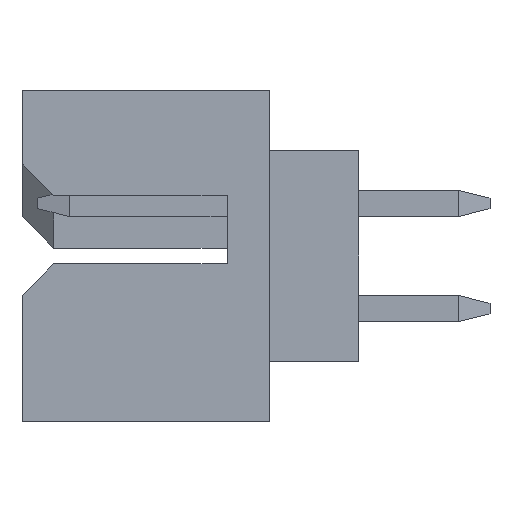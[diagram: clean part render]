
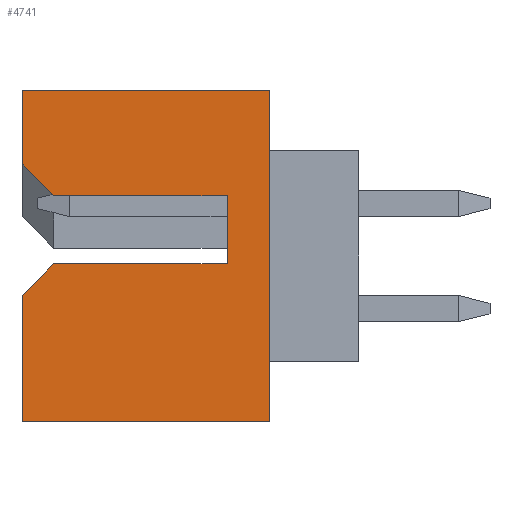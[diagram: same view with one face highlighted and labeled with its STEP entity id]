
A CAD part, left-side view. The second image highlights one B-rep face of the part: STEP entity #4741.
In plain terms, the highlighted planar face has unit normal (-1, 0, 0).
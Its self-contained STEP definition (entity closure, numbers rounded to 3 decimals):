
#1=DIRECTION('',(0.,-1.,0.));
#2=VECTOR('',#1,4.7);
#3=CARTESIAN_POINT('',(-7.325,3.2,-3.15));
#4=LINE('',#3,#2);
#17=DIRECTION('',(0.,0.707,-0.707));
#18=VECTOR('',#17,0.849);
#19=CARTESIAN_POINT('',(-7.325,2.6,-0.15));
#20=LINE('',#19,#18);
#21=DIRECTION('',(0.,-1.,0.));
#22=VECTOR('',#21,3.3);
#23=CARTESIAN_POINT('',(-7.325,2.6,-0.15));
#24=LINE('',#23,#22);
#25=DIRECTION('',(0.,0.,-1.));
#26=VECTOR('',#25,1.3);
#27=CARTESIAN_POINT('',(-7.325,-0.7,1.15));
#28=LINE('',#27,#26);
#29=DIRECTION('',(0.,-1.,0.));
#30=VECTOR('',#29,3.3);
#31=CARTESIAN_POINT('',(-7.325,2.6,1.15));
#32=LINE('',#31,#30);
#33=DIRECTION('',(0.,-0.707,-0.707));
#34=VECTOR('',#33,0.849);
#35=CARTESIAN_POINT('',(-7.325,3.2,1.75));
#36=LINE('',#35,#34);
#37=DIRECTION('',(0.,0.,1.));
#38=VECTOR('',#37,1.4);
#39=CARTESIAN_POINT('',(-7.325,3.2,1.75));
#40=LINE('',#39,#38);
#41=DIRECTION('',(0.,0.,1.));
#42=VECTOR('',#41,6.3);
#43=CARTESIAN_POINT('',(-7.325,-1.5,-3.15));
#44=LINE('',#43,#42);
#45=DIRECTION('',(0.,0.,1.));
#46=VECTOR('',#45,2.4);
#47=CARTESIAN_POINT('',(-7.325,3.2,-3.15));
#48=LINE('',#47,#46);
#3063=DIRECTION('',(0.,-1.,0.));
#3064=VECTOR('',#3063,4.7);
#3065=CARTESIAN_POINT('',(-7.325,3.2,3.15));
#3066=LINE('',#3065,#3064);
#3580=CARTESIAN_POINT('',(-7.325,3.2,-3.15));
#3582=VERTEX_POINT('',#3580);
#3599=CARTESIAN_POINT('',(-7.325,-1.5,-3.15));
#3600=VERTEX_POINT('',#3599);
#3603=CARTESIAN_POINT('',(-7.325,3.2,3.15));
#3604=CARTESIAN_POINT('',(-7.325,-1.5,3.15));
#3605=VERTEX_POINT('',#3603);
#3606=VERTEX_POINT('',#3604);
#3655=CARTESIAN_POINT('',(-7.325,-0.7,1.15));
#3656=CARTESIAN_POINT('',(-7.325,-0.7,-0.15));
#3657=VERTEX_POINT('',#3655);
#3658=VERTEX_POINT('',#3656);
#3891=CARTESIAN_POINT('',(-7.325,2.6,-0.15));
#3892=CARTESIAN_POINT('',(-7.325,3.2,-0.75));
#3893=VERTEX_POINT('',#3891);
#3894=VERTEX_POINT('',#3892);
#3935=CARTESIAN_POINT('',(-7.325,3.2,1.75));
#3936=CARTESIAN_POINT('',(-7.325,2.6,1.15));
#3937=VERTEX_POINT('',#3935);
#3938=VERTEX_POINT('',#3936);
#4715=CARTESIAN_POINT('',(-7.325,3.2,-3.15));
#4716=DIRECTION('',(-1.,0.,0.));
#4717=DIRECTION('',(0.,-1.,0.));
#4718=AXIS2_PLACEMENT_3D('',#4715,#4716,#4717);
#4719=PLANE('',#4718);
#4721=ORIENTED_EDGE('',*,*,#4720,.F.);
#4723=ORIENTED_EDGE('',*,*,#4722,.T.);
#4725=ORIENTED_EDGE('',*,*,#4724,.F.);
#4727=ORIENTED_EDGE('',*,*,#4726,.F.);
#4729=ORIENTED_EDGE('',*,*,#4728,.F.);
#4731=ORIENTED_EDGE('',*,*,#4730,.T.);
#4733=ORIENTED_EDGE('',*,*,#4732,.T.);
#4735=ORIENTED_EDGE('',*,*,#4734,.F.);
#4736=ORIENTED_EDGE('',*,*,#4704,.F.);
#4738=ORIENTED_EDGE('',*,*,#4737,.T.);
#4739=EDGE_LOOP('',(#4721,#4723,#4725,#4727,#4729,#4731,#4733,#4735,#4736,
#4738));
#4740=FACE_OUTER_BOUND('',#4739,.F.);
#4741=ADVANCED_FACE('',(#4740),#4719,.T.);
#4704=EDGE_CURVE('',#3582,#3600,#4,.T.);
#4720=EDGE_CURVE('',#3893,#3894,#20,.T.);
#4722=EDGE_CURVE('',#3893,#3658,#24,.T.);
#4724=EDGE_CURVE('',#3657,#3658,#28,.T.);
#4726=EDGE_CURVE('',#3938,#3657,#32,.T.);
#4728=EDGE_CURVE('',#3937,#3938,#36,.T.);
#4730=EDGE_CURVE('',#3937,#3605,#40,.T.);
#4732=EDGE_CURVE('',#3605,#3606,#3066,.T.);
#4734=EDGE_CURVE('',#3600,#3606,#44,.T.);
#4737=EDGE_CURVE('',#3582,#3894,#48,.T.);
